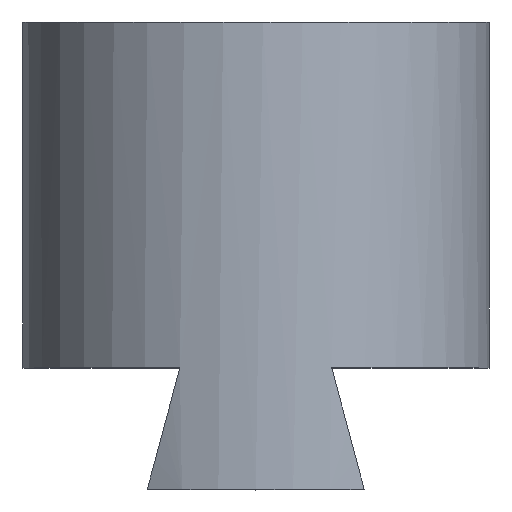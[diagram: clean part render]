
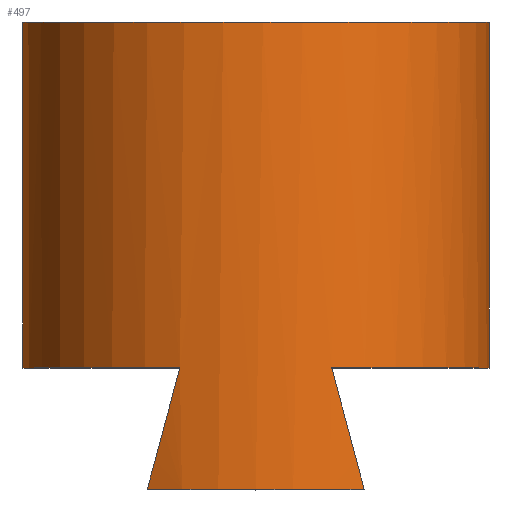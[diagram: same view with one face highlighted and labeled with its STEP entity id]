
A CAD part, top view. The second image highlights one B-rep face of the part: STEP entity #497.
In plain terms, the highlighted cylindrical face has radius 15 mm (diameter 30 mm), a full revolution.
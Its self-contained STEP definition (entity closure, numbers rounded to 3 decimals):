
#15=ELLIPSE('',#557,57.956,15.);
#16=ELLIPSE('',#559,57.956,15.);
#17=ELLIPSE('',#561,57.956,15.);
#18=ELLIPSE('',#563,57.956,15.);
#45=CYLINDRICAL_SURFACE('',#555,15.);
#64=FACE_OUTER_BOUND('',#93,.T.);
#93=EDGE_LOOP('',(#420,#421,#422,#423,#424,#425,#426,#427,#428,#429,#430,
#431,#432,#433,#434,#435));
#136=LINE('',#833,#180);
#137=LINE('',#835,#181);
#138=LINE('',#854,#182);
#180=VECTOR('',#677,10.);
#181=VECTOR('',#678,15.);
#182=VECTOR('',#697,10.);
#203=CIRCLE('',#535,15.);
#204=CIRCLE('',#536,15.);
#210=CIRCLE('',#556,15.);
#211=CIRCLE('',#558,15.);
#212=CIRCLE('',#560,15.);
#213=CIRCLE('',#562,15.);
#214=CIRCLE('',#564,15.);
#215=CIRCLE('',#565,15.);
#233=VERTEX_POINT('',#772);
#234=VERTEX_POINT('',#774);
#235=VERTEX_POINT('',#776);
#249=VERTEX_POINT('',#832);
#250=VERTEX_POINT('',#834);
#251=VERTEX_POINT('',#836);
#252=VERTEX_POINT('',#838);
#253=VERTEX_POINT('',#840);
#254=VERTEX_POINT('',#842);
#255=VERTEX_POINT('',#844);
#256=VERTEX_POINT('',#846);
#257=VERTEX_POINT('',#848);
#258=VERTEX_POINT('',#850);
#259=VERTEX_POINT('',#853);
#281=EDGE_CURVE('',#233,#234,#203,.T.);
#282=EDGE_CURVE('',#234,#235,#204,.T.);
#310=EDGE_CURVE('',#235,#249,#136,.T.);
#311=EDGE_CURVE('',#234,#250,#137,.T.);
#312=EDGE_CURVE('',#250,#251,#210,.T.);
#313=EDGE_CURVE('',#251,#252,#15,.F.);
#314=EDGE_CURVE('',#253,#252,#211,.T.);
#315=EDGE_CURVE('',#254,#253,#16,.T.);
#316=EDGE_CURVE('',#254,#255,#212,.T.);
#317=EDGE_CURVE('',#256,#255,#17,.T.);
#318=EDGE_CURVE('',#257,#256,#213,.T.);
#319=EDGE_CURVE('',#258,#257,#18,.T.);
#320=EDGE_CURVE('',#258,#250,#214,.T.);
#321=EDGE_CURVE('',#233,#259,#138,.T.);
#322=EDGE_CURVE('',#259,#249,#215,.T.);
#420=ORIENTED_EDGE('',*,*,#310,.F.);
#421=ORIENTED_EDGE('',*,*,#282,.F.);
#422=ORIENTED_EDGE('',*,*,#311,.T.);
#423=ORIENTED_EDGE('',*,*,#312,.T.);
#424=ORIENTED_EDGE('',*,*,#313,.T.);
#425=ORIENTED_EDGE('',*,*,#314,.F.);
#426=ORIENTED_EDGE('',*,*,#315,.F.);
#427=ORIENTED_EDGE('',*,*,#316,.T.);
#428=ORIENTED_EDGE('',*,*,#317,.F.);
#429=ORIENTED_EDGE('',*,*,#318,.F.);
#430=ORIENTED_EDGE('',*,*,#319,.F.);
#431=ORIENTED_EDGE('',*,*,#320,.T.);
#432=ORIENTED_EDGE('',*,*,#311,.F.);
#433=ORIENTED_EDGE('',*,*,#281,.F.);
#434=ORIENTED_EDGE('',*,*,#321,.T.);
#435=ORIENTED_EDGE('',*,*,#322,.T.);
#497=ADVANCED_FACE('',(#64),#45,.T.);
#535=AXIS2_PLACEMENT_3D('',#775,#613,#614);
#536=AXIS2_PLACEMENT_3D('',#777,#615,#616);
#555=AXIS2_PLACEMENT_3D('',#831,#675,#676);
#556=AXIS2_PLACEMENT_3D('',#837,#679,#680);
#557=AXIS2_PLACEMENT_3D('',#839,#681,#682);
#558=AXIS2_PLACEMENT_3D('',#841,#683,#684);
#559=AXIS2_PLACEMENT_3D('',#843,#685,#686);
#560=AXIS2_PLACEMENT_3D('',#845,#687,#688);
#561=AXIS2_PLACEMENT_3D('',#847,#689,#690);
#562=AXIS2_PLACEMENT_3D('',#849,#691,#692);
#563=AXIS2_PLACEMENT_3D('',#851,#693,#694);
#564=AXIS2_PLACEMENT_3D('',#852,#695,#696);
#565=AXIS2_PLACEMENT_3D('',#855,#698,#699);
#613=DIRECTION('center_axis',(0.,1.,0.));
#614=DIRECTION('ref_axis',(-1.,0.,0.));
#615=DIRECTION('center_axis',(0.,1.,0.));
#616=DIRECTION('ref_axis',(-1.,0.,0.));
#675=DIRECTION('center_axis',(0.,1.,0.));
#676=DIRECTION('ref_axis',(-1.,0.,0.));
#677=DIRECTION('',(0.,-1.,0.));
#678=DIRECTION('',(0.,-1.,0.));
#679=DIRECTION('center_axis',(0.,1.,0.));
#680=DIRECTION('ref_axis',(-1.,0.,0.));
#681=DIRECTION('center_axis',(0.966,0.259,0.));
#682=DIRECTION('ref_axis',(-0.259,0.966,0.));
#683=DIRECTION('center_axis',(0.,-1.,0.));
#684=DIRECTION('ref_axis',(-1.,0.,0.));
#685=DIRECTION('center_axis',(-0.966,0.259,0.));
#686=DIRECTION('ref_axis',(-0.259,-0.966,0.));
#687=DIRECTION('center_axis',(0.,1.,0.));
#688=DIRECTION('ref_axis',(-1.,0.,0.));
#689=DIRECTION('center_axis',(-0.966,0.259,0.));
#690=DIRECTION('ref_axis',(-0.259,-0.966,0.));
#691=DIRECTION('center_axis',(0.,-1.,0.));
#692=DIRECTION('ref_axis',(-1.,0.,0.));
#693=DIRECTION('center_axis',(0.966,0.259,0.));
#694=DIRECTION('ref_axis',(-0.259,0.966,0.));
#695=DIRECTION('center_axis',(0.,1.,0.));
#696=DIRECTION('ref_axis',(-1.,0.,0.));
#697=DIRECTION('',(0.,-1.,0.));
#698=DIRECTION('center_axis',(0.,-1.,0.));
#699=DIRECTION('ref_axis',(-1.,0.,0.));
#772=CARTESIAN_POINT('',(135.659,425.049,23.329));
#774=CARTESIAN_POINT('',(165.568,425.049,24.983));
#775=CARTESIAN_POINT('Origin',(150.568,425.049,24.983));
#776=CARTESIAN_POINT('',(165.476,425.049,23.329));
#777=CARTESIAN_POINT('Origin',(150.568,425.049,24.983));
#831=CARTESIAN_POINT('Origin',(150.568,403.049,24.983));
#832=CARTESIAN_POINT('',(165.476,417.049,23.329));
#833=CARTESIAN_POINT('',(165.476,431.049,23.329));
#834=CARTESIAN_POINT('',(165.568,402.849,24.983));
#835=CARTESIAN_POINT('',(165.568,403.049,24.983));
#836=CARTESIAN_POINT('',(155.441,402.849,10.797));
#837=CARTESIAN_POINT('Origin',(150.568,402.849,24.983));
#838=CARTESIAN_POINT('',(157.531,395.049,11.698));
#839=CARTESIAN_POINT('Origin',(150.568,421.037,24.983));
#840=CARTESIAN_POINT('',(143.604,395.049,11.698));
#841=CARTESIAN_POINT('Origin',(150.568,395.049,24.983));
#842=CARTESIAN_POINT('',(145.694,402.849,10.797));
#843=CARTESIAN_POINT('Origin',(150.568,421.037,24.983));
#844=CARTESIAN_POINT('',(145.694,402.849,39.17));
#845=CARTESIAN_POINT('Origin',(150.568,402.849,24.983));
#846=CARTESIAN_POINT('',(143.604,395.049,38.269));
#847=CARTESIAN_POINT('Origin',(150.568,421.037,24.983));
#848=CARTESIAN_POINT('',(157.531,395.049,38.269));
#849=CARTESIAN_POINT('Origin',(150.568,395.049,24.983));
#850=CARTESIAN_POINT('',(155.441,402.849,39.17));
#851=CARTESIAN_POINT('Origin',(150.568,421.037,24.983));
#852=CARTESIAN_POINT('Origin',(150.568,402.849,24.983));
#853=CARTESIAN_POINT('',(135.659,417.049,23.329));
#854=CARTESIAN_POINT('',(135.659,431.049,23.329));
#855=CARTESIAN_POINT('Origin',(150.568,417.049,24.983));
